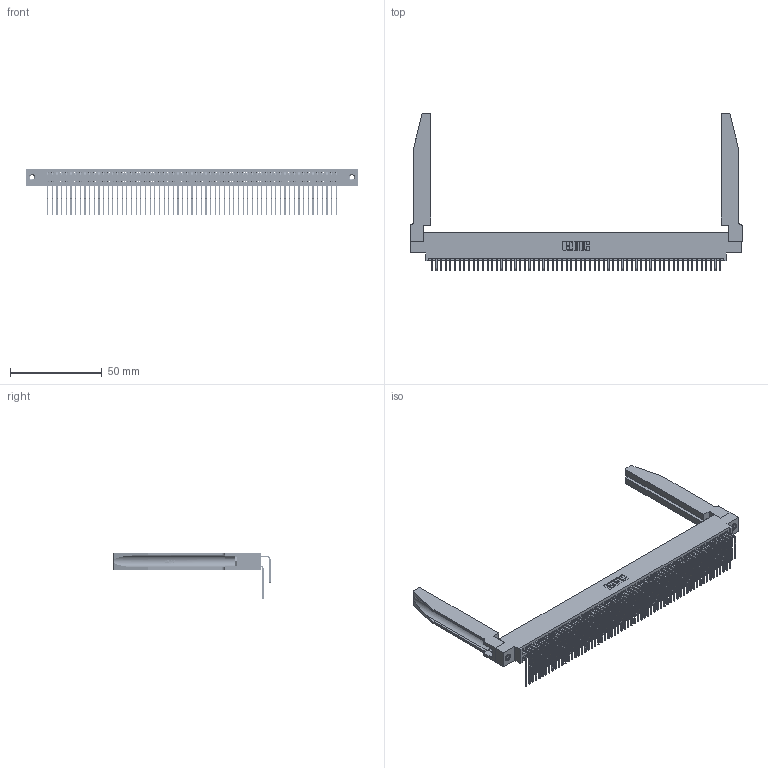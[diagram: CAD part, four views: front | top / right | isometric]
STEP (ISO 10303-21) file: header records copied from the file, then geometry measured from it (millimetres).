
FILE_DESCRIPTION (( 'STEP AP203' ), '1' );
FILE_NAME ('395-126-559-878.STEP', '2019-10-28T17:10:55', ( '' ), ( '' ), 'SwSTEP 2.0', 'SolidWorks 2016', '' );
FILE_SCHEMA (( 'CONFIG_CONTROL_DESIGN' ));
Length unit declared in the file: inch
Products named in the file (6): 345-292-001_558 559 Tail - 1; 345-292-001_559 Tail - 2; 345-250-001_345-250-001-102; 345-220-078_345-220-078; 395-126-559-878; 345 Part_0.170 Offset - 0.156 Dia-TH
Assembly tree (131 placements, depth 2):
  395-126-559-878
    345 Part_0.170 Offset - 0.156 Dia-TH
    345-292-001_558 559 Tail - 1  x63
    345-292-001_559 Tail - 2  x63
    345-250-001_345-250-001-102  x2
    345-220-078_345-220-078  x2
Bounding box: 181.25 x 85.84 x 25.53 mm (x, y, z)
Volume: 26186.1 mm3; surface area: 38028 mm2
Topology: 131 solids, 131 shells, 6916 faces, 20491 edges, 13482 vertices
Faces by surface type: plane 4636, cylinder 2228, bspline 36, cone 12, torus 4
Entity records: 53128 total; most frequent: CARTESIAN_POINT 9850, ORIENTED_EDGE 8630, DIRECTION 7625, EDGE_CURVE 4315, LINE 3797, VECTOR 3797, VERTEX_POINT 2868, AXIS2_PLACEMENT_3D 1914
